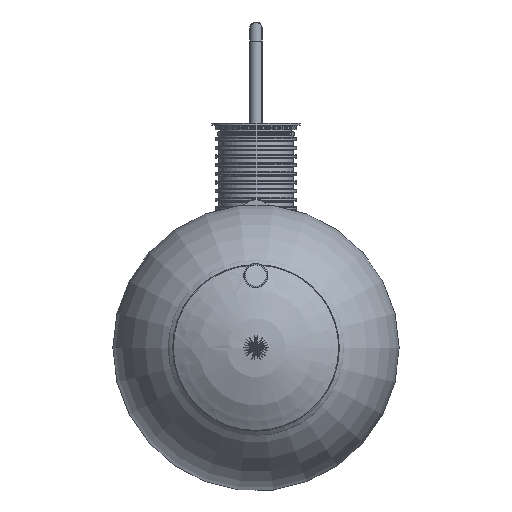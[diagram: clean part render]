
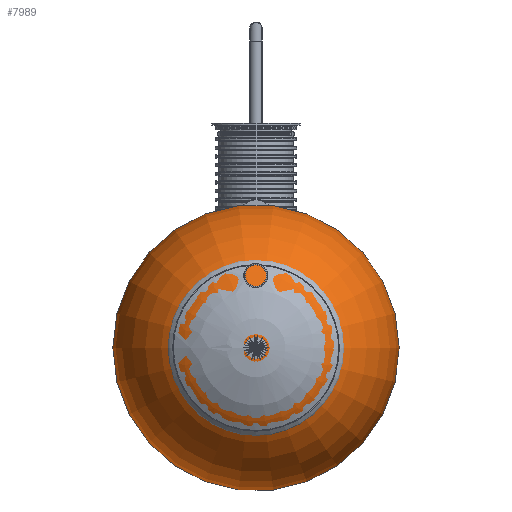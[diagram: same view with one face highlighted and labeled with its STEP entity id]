
A CAD part, left-side view. The second image highlights one B-rep face of the part: STEP entity #7989.
In plain terms, the highlighted toroidal (fillet/blend) face has major radius 2.49 mm and minor radius 1280 mm.
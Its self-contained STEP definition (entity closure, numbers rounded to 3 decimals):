
#1271=VERTEX_LOOP('',#4984);
#1273=CIRCLE('',#8811,736.783);
#1799=ORIENTED_EDGE('',*,*,#3921,.F.);
#1800=ORIENTED_EDGE('',*,*,#3922,.T.);
#3921=EDGE_CURVE('',#4982,#4983,#5795,.T.);
#3922=EDGE_CURVE('',#4982,#4983,#1273,.T.);
#4982=VERTEX_POINT('',#12510);
#4983=VERTEX_POINT('',#12511);
#4984=VERTEX_POINT('',#12513);
#5795=B_SPLINE_CURVE_WITH_KNOTS('',3,(#12449,#12450,#12451,#12452,#12453,
#12454,#12455,#12456,#12457,#12458,#12459,#12460,#12461,#12462,#12463,#12464,
#12465,#12466,#12467,#12468,#12469,#12470,#12471,#12472,#12473,#12474,#12475,
#12476,#12477,#12478,#12479,#12480,#12481,#12482,#12483,#12484,#12485,#12486,
#12487,#12488,#12489,#12490,#12491,#12492,#12493,#12494,#12495,#12496,#12497,
#12498,#12499,#12500,#12501,#12502,#12503,#12504,#12505,#12506,#12507,#12508,
#12509),.UNSPECIFIED.,.F.,.F.,(4,1,1,1,1,1,1,1,1,1,1,1,1,1,1,1,1,1,1,1,
1,1,1,1,1,1,1,1,1,1,1,1,1,1,1,1,1,1,1,1,1,1,1,1,1,1,1,1,1,1,1,1,1,1,1,1,
1,1,4),(0.,0.019,0.028,0.037,
0.046,0.056,0.065,0.074,
0.083,0.093,0.102,0.111,
0.12,0.13,0.139,0.148,
0.157,0.167,0.185,0.194,
0.204,0.213,0.222,0.231,
0.236,0.241,0.25,0.259,
0.268,0.278,0.287,0.296,
0.305,0.31,0.315,0.324,
0.333,0.342,0.352,0.361,
0.37,0.379,0.389,0.398,
0.407,0.426,0.444,0.463,
0.472,0.481,0.5,0.509,
0.518,0.527,0.537,0.555,
0.564,0.574,0.592),.UNSPECIFIED.);
#6057=EDGE_LOOP('',(#1799,#1800));
#7021=FACE_BOUND('',#6057,.T.);
#7022=FACE_BOUND('',#1271,.T.);
#7987=DEGENERATE_TOROIDAL_SURFACE('',#8810,2.49,1280.,.T.);
#7989=ADVANCED_FACE('',(#7021,#7022),#7987,.F.);
#8810=AXIS2_PLACEMENT_3D('',#12448,#9938,#9939);
#8811=AXIS2_PLACEMENT_3D('',#12512,#9940,#9941);
#9938=DIRECTION('',(0.,0.,-1.));
#9939=DIRECTION('',(-1.,0.,0.));
#9940=DIRECTION('',(0.,0.,-1.));
#9941=DIRECTION('',(-1.,0.,0.));
#12448=CARTESIAN_POINT('',(2.497,0.,-997.188));
#12449=CARTESIAN_POINT('',(39.532,735.851,51.246));
#12450=CARTESIAN_POINT('',(45.126,733.444,52.733));
#12451=CARTESIAN_POINT('',(52.945,729.178,55.358));
#12452=CARTESIAN_POINT('',(62.342,722.348,59.536));
#12453=CARTESIAN_POINT('',(68.921,716.624,63.021));
#12454=CARTESIAN_POINT('',(74.861,710.477,66.75));
#12455=CARTESIAN_POINT('',(80.169,703.964,70.684));
#12456=CARTESIAN_POINT('',(84.876,697.094,74.816));
#12457=CARTESIAN_POINT('',(88.996,689.85,79.153));
#12458=CARTESIAN_POINT('',(92.437,682.433,83.574));
#12459=CARTESIAN_POINT('',(95.241,674.831,88.084));
#12460=CARTESIAN_POINT('',(97.416,667.063,92.672));
#12461=CARTESIAN_POINT('',(98.966,659.086,97.362));
#12462=CARTESIAN_POINT('',(99.855,651.089,102.041));
#12463=CARTESIAN_POINT('',(100.102,643.094,106.698));
#12464=CARTESIAN_POINT('',(99.711,635.095,111.336));
#12465=CARTESIAN_POINT('',(98.673,627.096,115.953));
#12466=CARTESIAN_POINT('',(96.963,619.09,120.553));
#12467=CARTESIAN_POINT('',(93.841,608.713,126.489));
#12468=CARTESIAN_POINT('',(89.461,598.717,132.17));
#12469=CARTESIAN_POINT('',(83.745,589.127,137.586));
#12470=CARTESIAN_POINT('',(78.763,582.185,141.491));
#12471=CARTESIAN_POINT('',(73.232,575.724,145.112));
#12472=CARTESIAN_POINT('',(67.117,569.699,148.475));
#12473=CARTESIAN_POINT('',(61.522,565.066,151.053));
#12474=CARTESIAN_POINT('',(56.732,561.606,152.972));
#12475=CARTESIAN_POINT('',(51.709,558.311,154.797));
#12476=CARTESIAN_POINT('',(45.188,554.638,156.825));
#12477=CARTESIAN_POINT('',(36.968,550.935,158.863));
#12478=CARTESIAN_POINT('',(28.368,547.957,160.494));
#12479=CARTESIAN_POINT('',(19.285,545.725,161.71));
#12480=CARTESIAN_POINT('',(10.094,544.364,162.443));
#12481=CARTESIAN_POINT('',(0.847,543.857,162.703));
#12482=CARTESIAN_POINT('',(-6.928,544.151,162.524));
#12483=CARTESIAN_POINT('',(-13.164,544.83,162.135));
#12484=CARTESIAN_POINT('',(-19.286,545.789,161.592));
#12485=CARTESIAN_POINT('',(-26.778,547.503,160.627));
#12486=CARTESIAN_POINT('',(-35.511,550.363,159.024));
#12487=CARTESIAN_POINT('',(-43.957,554.022,156.975));
#12488=CARTESIAN_POINT('',(-51.837,558.327,154.565));
#12489=CARTESIAN_POINT('',(-59.233,563.264,151.798));
#12490=CARTESIAN_POINT('',(-66.159,568.839,148.668));
#12491=CARTESIAN_POINT('',(-72.416,574.856,145.282));
#12492=CARTESIAN_POINT('',(-78.055,581.294,141.651));
#12493=CARTESIAN_POINT('',(-83.104,588.16,137.767));
#12494=CARTESIAN_POINT('',(-88.979,597.767,132.316));
#12495=CARTESIAN_POINT('',(-94.617,610.266,125.19));
#12496=CARTESIAN_POINT('',(-98.85,626.193,116.042));
#12497=CARTESIAN_POINT('',(-100.148,639.519,108.328));
#12498=CARTESIAN_POINT('',(-99.915,650.242,102.084));
#12499=CARTESIAN_POINT('',(-98.799,661.023,95.78));
#12500=CARTESIAN_POINT('',(-96.412,671.476,89.631));
#12501=CARTESIAN_POINT('',(-92.767,681.632,83.623));
#12502=CARTESIAN_POINT('',(-89.381,689.095,79.191));
#12503=CARTESIAN_POINT('',(-85.316,696.383,74.846));
#12504=CARTESIAN_POINT('',(-79.135,705.569,69.351));
#12505=CARTESIAN_POINT('',(-71.784,714.028,64.265));
#12506=CARTESIAN_POINT('',(-63.13,721.717,59.623));
#12507=CARTESIAN_POINT('',(-53.65,728.747,55.369));
#12508=CARTESIAN_POINT('',(-45.831,733.085,52.737));
#12509=CARTESIAN_POINT('',(-40.243,735.542,51.246));
#12510=CARTESIAN_POINT('',(39.532,735.851,51.246));
#12511=CARTESIAN_POINT('',(-40.243,735.542,51.246));
#12512=CARTESIAN_POINT('',(2.497,0.,51.246));
#12513=CARTESIAN_POINT('',(2.497,0.,282.809));
